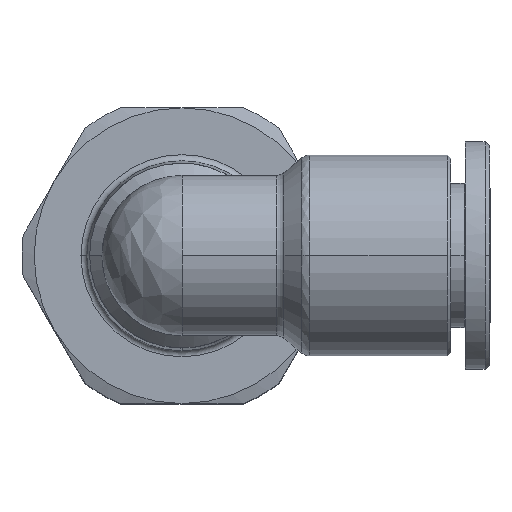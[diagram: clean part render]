
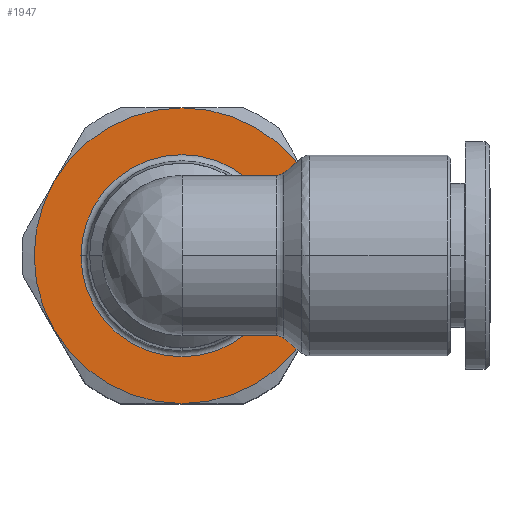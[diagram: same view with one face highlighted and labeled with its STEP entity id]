
A CAD part, top view. The second image highlights one B-rep face of the part: STEP entity #1947.
In plain terms, the highlighted planar face has unit normal (0, 0, 1).
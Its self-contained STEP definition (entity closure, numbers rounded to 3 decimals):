
#39 = CARTESIAN_POINT ( 'NONE',  ( -9.233, 0., -9.1 ) ) ;
#231 = ORIENTED_EDGE ( 'NONE', *, *, #10911, .F. ) ;
#520 = DIRECTION ( 'NONE',  ( 0., 0., 1. ) ) ;
#773 = CARTESIAN_POINT ( 'NONE',  ( -9.233, 0., -9.1 ) ) ;
#1032 = CARTESIAN_POINT ( 'NONE',  ( -9.233, 0., -9.1 ) ) ;
#1859 = VERTEX_POINT ( 'NONE', #13367 ) ;
#1947 = ADVANCED_FACE ( 'NONE', ( #2955, #7944 ), #4513, .F. ) ;
#2017 = CARTESIAN_POINT ( 'NONE',  ( -9.233, 0., -9.1 ) ) ;
#2077 = VERTEX_POINT ( 'NONE', #15178 ) ;
#2225 = DIRECTION ( 'NONE',  ( 0., 1., 0. ) ) ;
#2880 = AXIS2_PLACEMENT_3D ( 'NONE', #15084, #10998, #5941 ) ;
#2955 = FACE_BOUND ( 'NONE', #7445, .T. ) ;
#3089 = EDGE_CURVE ( 'NONE', #13434, #1859, #12164, .T. ) ;
#3167 = CIRCLE ( 'NONE', #11672, 12. ) ;
#3236 = CARTESIAN_POINT ( 'NONE',  ( -9.233, 0., -9.1 ) ) ;
#3337 = AXIS2_PLACEMENT_3D ( 'NONE', #1032, #12751, #9959 ) ;
#3477 = DIRECTION ( 'NONE',  ( -1., 0., 0. ) ) ;
#3748 = DIRECTION ( 'NONE',  ( 0., 0., -1. ) ) ;
#4100 = ORIENTED_EDGE ( 'NONE', *, *, #3089, .F. ) ;
#4513 = PLANE ( 'NONE',  #14813 ) ;
#5157 = CARTESIAN_POINT ( 'NONE',  ( 1.159, 6., -9.1 ) ) ;
#5248 = ORIENTED_EDGE ( 'NONE', *, *, #13774, .F. ) ;
#5729 = CIRCLE ( 'NONE', #16356, 12. ) ;
#5941 = DIRECTION ( 'NONE',  ( 0., 1., 0. ) ) ;
#6199 = CIRCLE ( 'NONE', #11077, 8.204 ) ;
#6584 = VERTEX_POINT ( 'NONE', #15965 ) ;
#7164 = DIRECTION ( 'NONE',  ( 0., 0., 1. ) ) ;
#7445 = EDGE_LOOP ( 'NONE', ( #5248, #10449 ) ) ;
#7892 = EDGE_CURVE ( 'NONE', #8427, #12125, #16109, .T. ) ;
#7944 = FACE_OUTER_BOUND ( 'NONE', #13978, .T. ) ;
#8146 = CARTESIAN_POINT ( 'NONE',  ( -1.029, 0., -9.1 ) ) ;
#8225 = EDGE_CURVE ( 'NONE', #9259, #15036, #6199, .T. ) ;
#8427 = VERTEX_POINT ( 'NONE', #5157 ) ;
#8668 = AXIS2_PLACEMENT_3D ( 'NONE', #16276, #7164, #3477 ) ;
#9259 = VERTEX_POINT ( 'NONE', #8146 ) ;
#9943 = CARTESIAN_POINT ( 'NONE',  ( 1.159, -6., -9.1 ) ) ;
#9959 = DIRECTION ( 'NONE',  ( 0., 1., 0. ) ) ;
#10097 = DIRECTION ( 'NONE',  ( 0., 1., 0. ) ) ;
#10449 = ORIENTED_EDGE ( 'NONE', *, *, #8225, .F. ) ;
#10485 = CIRCLE ( 'NONE', #2880, 12. ) ;
#10642 = DIRECTION ( 'NONE',  ( 0., 1., 0. ) ) ;
#10911 = EDGE_CURVE ( 'NONE', #6584, #2077, #3167, .T. ) ;
#10998 = DIRECTION ( 'NONE',  ( 0., 0., -1. ) ) ;
#11020 = DIRECTION ( 'NONE',  ( 0., 0., -1. ) ) ;
#11077 = AXIS2_PLACEMENT_3D ( 'NONE', #13465, #520, #14821 ) ;
#11136 = CARTESIAN_POINT ( 'NONE',  ( -17.437, 0., -9.1 ) ) ;
#11452 = CARTESIAN_POINT ( 'NONE',  ( -9.233, 0., -9.1 ) ) ;
#11672 = AXIS2_PLACEMENT_3D ( 'NONE', #2017, #11020, #15049 ) ;
#11763 = CIRCLE ( 'NONE', #12678, 12. ) ;
#11921 = ORIENTED_EDGE ( 'NONE', *, *, #13744, .F. ) ;
#12125 = VERTEX_POINT ( 'NONE', #9943 ) ;
#12164 = CIRCLE ( 'NONE', #15908, 12. ) ;
#12319 = EDGE_CURVE ( 'NONE', #12125, #6584, #5729, .T. ) ;
#12469 = DIRECTION ( 'NONE',  ( -1., 0., 0. ) ) ;
#12532 = EDGE_CURVE ( 'NONE', #2077, #13434, #11763, .T. ) ;
#12678 = AXIS2_PLACEMENT_3D ( 'NONE', #39, #14445, #10642 ) ;
#12751 = DIRECTION ( 'NONE',  ( 0., 0., -1. ) ) ;
#13367 = CARTESIAN_POINT ( 'NONE',  ( -9.233, 12., -9.1 ) ) ;
#13434 = VERTEX_POINT ( 'NONE', #14091 ) ;
#13465 = CARTESIAN_POINT ( 'NONE',  ( -9.233, 0., -9.1 ) ) ;
#13744 = EDGE_CURVE ( 'NONE', #1859, #8427, #10485, .T. ) ;
#13774 = EDGE_CURVE ( 'NONE', #15036, #9259, #14328, .T. ) ;
#13978 = EDGE_LOOP ( 'NONE', ( #14367, #11921, #4100, #15838, #231, #14613 ) ) ;
#14091 = CARTESIAN_POINT ( 'NONE',  ( -19.626, 6., -9.1 ) ) ;
#14328 = CIRCLE ( 'NONE', #8668, 8.204 ) ;
#14367 = ORIENTED_EDGE ( 'NONE', *, *, #7892, .F. ) ;
#14445 = DIRECTION ( 'NONE',  ( 0., 0., -1. ) ) ;
#14613 = ORIENTED_EDGE ( 'NONE', *, *, #12319, .F. ) ;
#14813 = AXIS2_PLACEMENT_3D ( 'NONE', #3236, #16248, #12469 ) ;
#14821 = DIRECTION ( 'NONE',  ( -1., 0., 0. ) ) ;
#15036 = VERTEX_POINT ( 'NONE', #11136 ) ;
#15049 = DIRECTION ( 'NONE',  ( 0., 1., 0. ) ) ;
#15084 = CARTESIAN_POINT ( 'NONE',  ( -9.233, 0., -9.1 ) ) ;
#15178 = CARTESIAN_POINT ( 'NONE',  ( -19.626, -6., -9.1 ) ) ;
#15838 = ORIENTED_EDGE ( 'NONE', *, *, #12532, .F. ) ;
#15908 = AXIS2_PLACEMENT_3D ( 'NONE', #773, #16375, #2225 ) ;
#15965 = CARTESIAN_POINT ( 'NONE',  ( -9.233, -12., -9.1 ) ) ;
#16109 = CIRCLE ( 'NONE', #3337, 12. ) ;
#16248 = DIRECTION ( 'NONE',  ( 0., 0., -1. ) ) ;
#16276 = CARTESIAN_POINT ( 'NONE',  ( -9.233, 0., -9.1 ) ) ;
#16356 = AXIS2_PLACEMENT_3D ( 'NONE', #11452, #3748, #10097 ) ;
#16375 = DIRECTION ( 'NONE',  ( 0., 0., -1. ) ) ;
